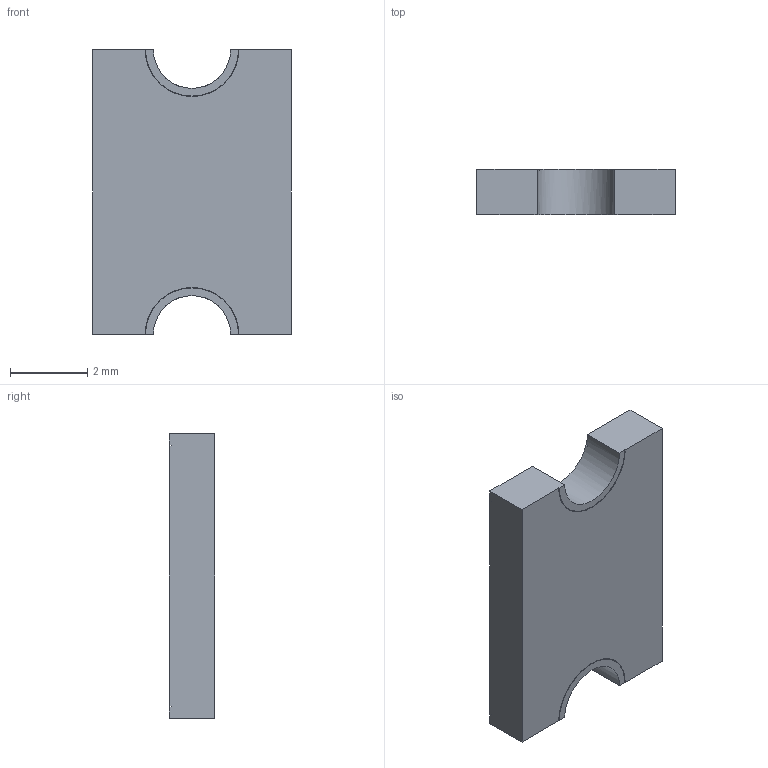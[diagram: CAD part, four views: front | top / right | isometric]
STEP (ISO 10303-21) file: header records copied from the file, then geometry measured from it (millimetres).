
FILE_DESCRIPTION((''),'2;1');
FILE_NAME('MF-LSMF185_33X','2012-10-16T',('ryans'),(''),'PRO/ENGINEER BY PARAMETRIC TECHNOLOGY CORPORATION, 2010100','PRO/ENGINEER BY PARAMETRIC TECHNOLOGY CORPORATION, 2010100','');
FILE_SCHEMA(('CONFIG_CONTROL_DESIGN'));
Length unit declared in the file: millimetre
Products named in the file (1): MF-LSMF185_33X
Bounding box: 5.12 x 1.18 x 7.36 mm (x, y, z)
Volume: 40.6 mm3; surface area: 101.8 mm2
Topology: 1 solids, 1 shells, 34 faces, 96 edges, 64 vertices
Faces by surface type: plane 28, cylinder 6
Entity records: 1138 total; most frequent: CARTESIAN_POINT 194, ORIENTED_EDGE 192, DIRECTION 184, EDGE_CURVE 96, VECTOR 76, LINE 76, VERTEX_POINT 64, AXIS2_PLACEMENT_3D 54
